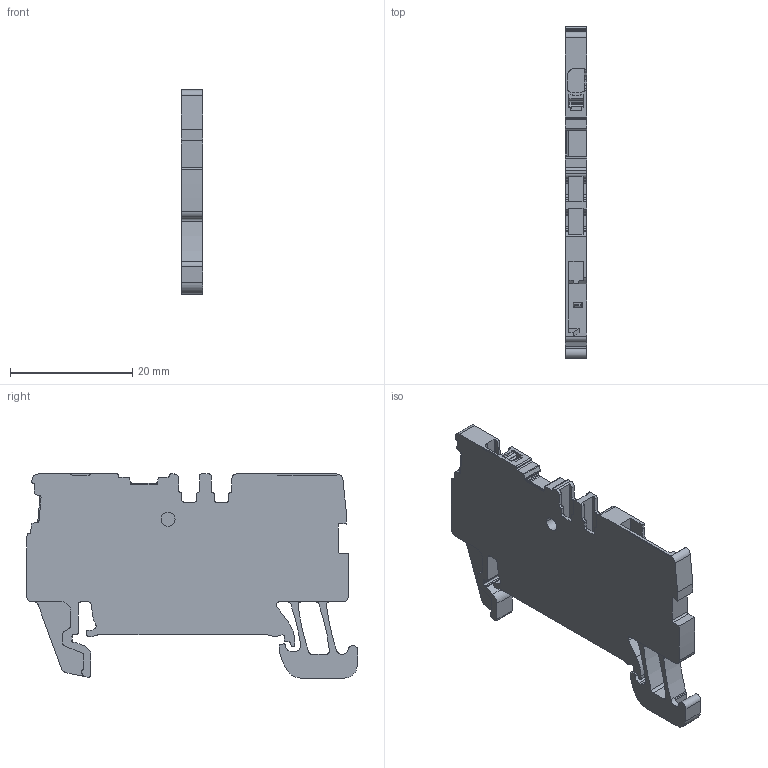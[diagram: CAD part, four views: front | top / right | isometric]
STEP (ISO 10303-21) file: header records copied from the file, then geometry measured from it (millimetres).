
FILE_DESCRIPTION(('CATIA V5R24 STEP','CAx-IF Rec.Pracs.--- Model Styling and Organization---1.2---2011-12-15'),'2;1');
FILE_NAME ('D1462741_0', '2016-11-22T13:03:45+00:00', ('Weidmueller Interface'), ('Weidmueller'), 'CATIA Version 5-6 Release 2014 SP4 HF52', 'CATIA V5 STEP AP214', 'none');
FILE_SCHEMA(('AUTOMOTIVE_DESIGN { 1 0 10303 214 1 1 1 1 }'));
Length unit declared in the file: millimetre
Products named in the file (1): v5-standard_part
Bounding box: 3.5 x 54.23 x 33.35 mm (x, y, z)
Volume: 3888.4 mm3; surface area: 4685.9 mm2
Topology: 3 solids, 3 shells, 525 faces, 1503 edges, 985 vertices
Faces by surface type: plane 261, cylinder 250, torus 6, bspline 4, extrusion 2, sphere 2
Entity records: 16614 total; most frequent: CARTESIAN_POINT 3451, ORIENTED_EDGE 3002, DIRECTION 2261, EDGE_CURVE 1501, VERTEX_POINT 985, VECTOR 976, LINE 974, AXIS2_PLACEMENT_3D 861
